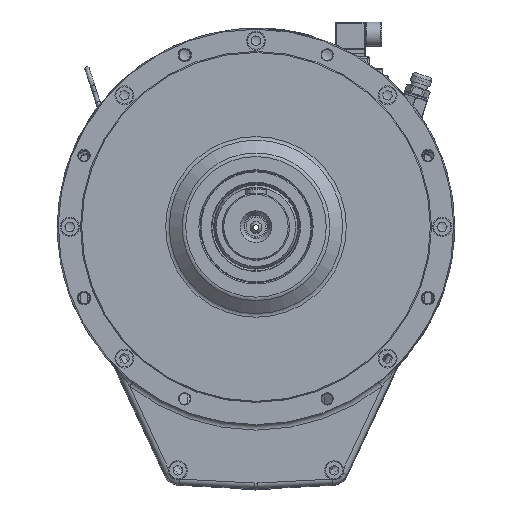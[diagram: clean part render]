
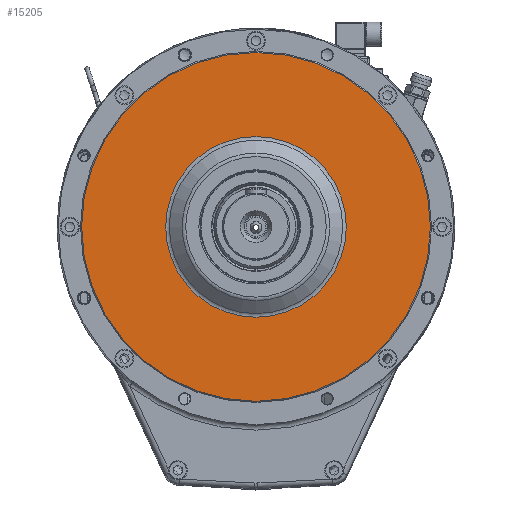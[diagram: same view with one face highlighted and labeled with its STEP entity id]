
A CAD part, top view. The second image highlights one B-rep face of the part: STEP entity #15205.
In plain terms, the highlighted planar face has unit normal (0, 0, 1).
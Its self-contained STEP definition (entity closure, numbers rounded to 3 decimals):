
#1289 = DIRECTION ( 'NONE',  ( 1., 0., 0. ) ) ;
#3174 = EDGE_LOOP ( 'NONE', ( #75437 ) ) ;
#5718 = CIRCLE ( 'NONE', #74967, 156.16 ) ;
#15205 = ADVANCED_FACE ( 'NONE', ( #58301, #96934 ), #48577, .T. ) ;
#15964 = CIRCLE ( 'NONE', #28509, 80.871 ) ;
#18253 = DIRECTION ( 'NONE',  ( 0., 0., 1. ) ) ;
#24549 = CARTESIAN_POINT ( 'NONE',  ( 0., 0., 28. ) ) ;
#28509 = AXIS2_PLACEMENT_3D ( 'NONE', #93860, #47512, #1289 ) ;
#32319 = DIRECTION ( 'NONE',  ( 1., 0., 0. ) ) ;
#34643 = EDGE_LOOP ( 'NONE', ( #90532 ) ) ;
#41028 = CARTESIAN_POINT ( 'NONE',  ( 156.16, 0., 28. ) ) ;
#44409 = EDGE_CURVE ( 'NONE', #71938, #71938, #5718, .T. ) ;
#47512 = DIRECTION ( 'NONE',  ( 0., 0., -1. ) ) ;
#48577 = PLANE ( 'NONE',  #80032 ) ;
#49395 = CARTESIAN_POINT ( 'NONE',  ( 80.871, 0., 28. ) ) ;
#51985 = EDGE_CURVE ( 'NONE', #98345, #98345, #15964, .T. ) ;
#58301 = FACE_OUTER_BOUND ( 'NONE', #3174, .T. ) ;
#64537 = CARTESIAN_POINT ( 'NONE',  ( 0., 0., 28. ) ) ;
#71938 = VERTEX_POINT ( 'NONE', #41028 ) ;
#72389 = DIRECTION ( 'NONE',  ( 1., 0., 0. ) ) ;
#74967 = AXIS2_PLACEMENT_3D ( 'NONE', #24549, #78643, #32319 ) ;
#75437 = ORIENTED_EDGE ( 'NONE', *, *, #44409, .T. ) ;
#78643 = DIRECTION ( 'NONE',  ( 0., 0., 1. ) ) ;
#80032 = AXIS2_PLACEMENT_3D ( 'NONE', #64537, #18253, #72389 ) ;
#90532 = ORIENTED_EDGE ( 'NONE', *, *, #51985, .T. ) ;
#93860 = CARTESIAN_POINT ( 'NONE',  ( 0., 0., 28. ) ) ;
#96934 = FACE_BOUND ( 'NONE', #34643, .T. ) ;
#98345 = VERTEX_POINT ( 'NONE', #49395 ) ;
